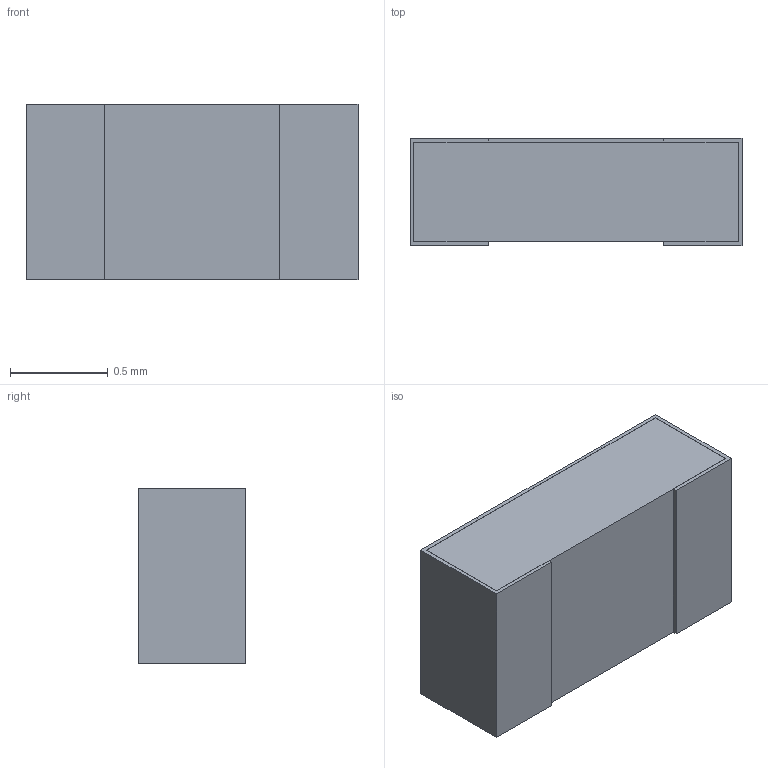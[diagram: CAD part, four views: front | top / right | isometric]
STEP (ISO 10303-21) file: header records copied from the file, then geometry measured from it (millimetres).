
FILE_DESCRIPTION((''),'2;1');
FILE_NAME('R_0603_YAGEO','2021-10-28T11:41:56',('Administrator'),(''),'CREO PARAMETRIC BY PTC INC, 2020053','CREO PARAMETRIC BY PTC INC, 2020053','');
FILE_SCHEMA(('CONFIG_CONTROL_DESIGN','SHAPE_APPEARANCE_LAYERS_GROUPS'));
Length unit declared in the file: millimetre
Products named in the file (1): R_0603_YAGEO
Bounding box: 1.7 x 0.55 x 0.9 mm (x, y, z)
Volume: 0.8 mm3; surface area: 5.9 mm2
Topology: 1 solids, 1 shells, 277 faces, 783 edges, 518 vertices
Faces by surface type: plane 277
Entity records: 10565 total; most frequent: CARTESIAN_POINT 1578, ORIENTED_EDGE 1566, DIRECTION 1337, VECTOR 783, LINE 783, EDGE_CURVE 783, VERTEX_POINT 518, EDGE_LOOP 287
